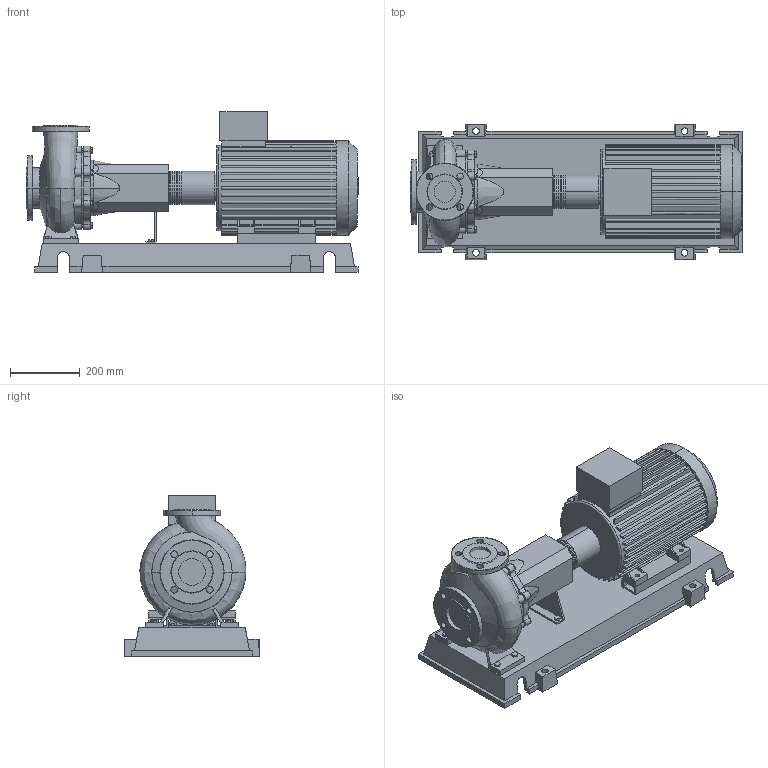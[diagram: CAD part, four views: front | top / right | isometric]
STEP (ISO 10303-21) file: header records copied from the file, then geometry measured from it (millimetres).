
FILE_DESCRIPTION((''),'2;1');
FILE_NAME('3d_NL50_160-9-2-05-4109066.stp','2015-03-03T07:43:57',(''),(''),'Mechanical Desktop 2009','Mechanical Desktop 2009',', , ');
FILE_SCHEMA(('CONFIG_CONTROL_DESIGN'));
Length unit declared in the file: millimetre
Products named in the file (1): Product
Bounding box: 955 x 390 x 463 mm (x, y, z)
Volume: 41962721.8 mm3; surface area: 2649402.4 mm2
Topology: 13 solids, 13 shells, 803 faces, 2132 edges, 1401 vertices
Faces by surface type: plane 416, bspline 198, cylinder 175, cone 8, torus 6
Entity records: 29432 total; most frequent: CARTESIAN_POINT 9584, ORIENTED_EDGE 4266, DIRECTION 3851, EDGE_CURVE 2133, VECTOR 1407, LINE 1407, VERTEX_POINT 1400, AXIS2_PLACEMENT_3D 1222
